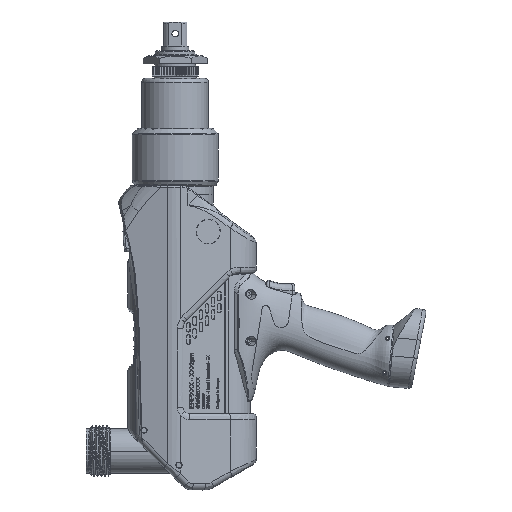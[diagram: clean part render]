
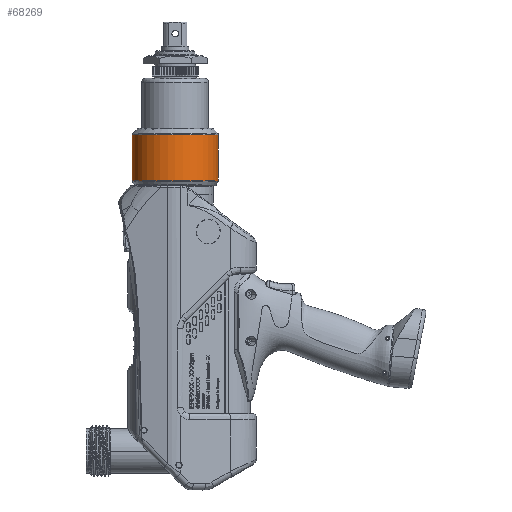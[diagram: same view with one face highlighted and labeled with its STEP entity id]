
A CAD part, left-side view. The second image highlights one B-rep face of the part: STEP entity #68269.
In plain terms, the highlighted cylindrical face has radius 35 mm (diameter 70 mm), a partial arc.
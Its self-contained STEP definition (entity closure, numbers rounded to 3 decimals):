
#20268=CARTESIAN_POINT('',(0.,73.,
252.85));
#20269=CARTESIAN_POINT('',(-0.09,73.,
252.85));
#20270=CARTESIAN_POINT('',(-0.27,72.999,
252.84));
#20271=CARTESIAN_POINT('',(-0.541,72.996,
252.79));
#20272=CARTESIAN_POINT('',(-0.805,72.991,
252.709));
#20273=CARTESIAN_POINT('',(-1.057,72.984,
252.596));
#20274=CARTESIAN_POINT('',(-1.292,72.976,
252.454));
#20275=CARTESIAN_POINT('',(-1.507,72.968,
252.285));
#20276=CARTESIAN_POINT('',(-1.701,72.959,
252.092));
#20277=CARTESIAN_POINT('',(-1.869,72.95,
251.878));
#20278=CARTESIAN_POINT('',(-2.01,72.942,
251.645));
#20279=CARTESIAN_POINT('',(-2.122,72.936,
251.397));
#20280=CARTESIAN_POINT('',(-2.203,72.931,
251.138));
#20281=CARTESIAN_POINT('',(-2.252,72.927,
250.871));
#20282=CARTESIAN_POINT('',(-2.268,72.926,
250.6));
#20283=CARTESIAN_POINT('',(-2.252,72.927,
250.329));
#20284=CARTESIAN_POINT('',(-2.203,72.931,
250.062));
#20285=CARTESIAN_POINT('',(-2.122,72.936,
249.803));
#20286=CARTESIAN_POINT('',(-2.01,72.942,
249.555));
#20287=CARTESIAN_POINT('',(-1.869,72.95,
249.322));
#20288=CARTESIAN_POINT('',(-1.701,72.959,
249.108));
#20289=CARTESIAN_POINT('',(-1.508,72.968,
248.915));
#20290=CARTESIAN_POINT('',(-1.292,72.976,
248.746));
#20291=CARTESIAN_POINT('',(-1.057,72.984,
248.604));
#20292=CARTESIAN_POINT('',(-0.805,72.991,
248.491));
#20293=CARTESIAN_POINT('',(-0.541,72.996,
248.41));
#20294=CARTESIAN_POINT('',(-0.27,72.999,
248.36));
#20295=CARTESIAN_POINT('',(-0.09,73.,
248.35));
#20296=CARTESIAN_POINT('',(0.,73.,
248.35));
#20298=CARTESIAN_POINT('',(0.,38.,283.414));
#20299=DIRECTION('',(0.,0.,1.));
#20300=DIRECTION('',(0.,1.,0.));
#20301=AXIS2_PLACEMENT_3D('',#20298,#20299,#20300);
#20303=CARTESIAN_POINT('',(0.,3.,
248.35));
#20304=CARTESIAN_POINT('',(-0.09,3.,
248.35));
#20305=CARTESIAN_POINT('',(-0.27,3.001,
248.36));
#20306=CARTESIAN_POINT('',(-0.54,3.004,
248.41));
#20307=CARTESIAN_POINT('',(-0.805,3.009,
248.491));
#20308=CARTESIAN_POINT('',(-1.057,3.016,
248.604));
#20309=CARTESIAN_POINT('',(-1.292,3.024,
248.746));
#20310=CARTESIAN_POINT('',(-1.507,3.032,
248.914));
#20311=CARTESIAN_POINT('',(-1.701,3.041,
249.108));
#20312=CARTESIAN_POINT('',(-1.869,3.05,
249.322));
#20313=CARTESIAN_POINT('',(-2.01,3.058,
249.555));
#20314=CARTESIAN_POINT('',(-2.122,3.064,
249.803));
#20315=CARTESIAN_POINT('',(-2.203,3.069,
250.062));
#20316=CARTESIAN_POINT('',(-2.252,3.073,
250.329));
#20317=CARTESIAN_POINT('',(-2.268,3.074,
250.6));
#20318=CARTESIAN_POINT('',(-2.252,3.073,
250.871));
#20319=CARTESIAN_POINT('',(-2.203,3.069,
251.138));
#20320=CARTESIAN_POINT('',(-2.122,3.064,
251.397));
#20321=CARTESIAN_POINT('',(-2.01,3.058,
251.645));
#20322=CARTESIAN_POINT('',(-1.869,3.05,
251.878));
#20323=CARTESIAN_POINT('',(-1.7,3.041,
252.093));
#20324=CARTESIAN_POINT('',(-1.507,3.032,
252.286));
#20325=CARTESIAN_POINT('',(-1.292,3.024,
252.454));
#20326=CARTESIAN_POINT('',(-1.056,3.016,
252.596));
#20327=CARTESIAN_POINT('',(-0.804,3.009,
252.709));
#20328=CARTESIAN_POINT('',(-0.54,3.004,
252.79));
#20329=CARTESIAN_POINT('',(-0.27,3.001,
252.84));
#20330=CARTESIAN_POINT('',(-0.09,3.,
252.85));
#20331=CARTESIAN_POINT('',(0.,3.,
252.85));
#20333=CARTESIAN_POINT('',(0.,38.,246.062));
#20334=DIRECTION('',(0.,0.,1.));
#20335=DIRECTION('',(0.,1.,0.));
#20336=AXIS2_PLACEMENT_3D('',#20333,#20334,#20335);
#20376=DIRECTION('',(0.,0.,1.));
#20377=VECTOR('',#20376,2.288);
#20378=CARTESIAN_POINT('',(0.,73.,246.062));
#20379=LINE('',#20378,#20377);
#20385=DIRECTION('',(0.,0.,1.));
#20386=VECTOR('',#20385,2.288);
#20387=CARTESIAN_POINT('',(0.,3.,246.062));
#20388=LINE('',#20387,#20386);
#20389=CARTESIAN_POINT('',(0.,3.,
252.85));
#20417=CARTESIAN_POINT('',(0.,3.,
248.35));
#20419=DIRECTION('',(0.,0.,1.));
#20420=VECTOR('',#20419,30.564);
#20421=CARTESIAN_POINT('',(0.,3.,
252.85));
#20422=LINE('',#20421,#20420);
#20428=DIRECTION('',(0.,0.,1.));
#20429=VECTOR('',#20428,30.564);
#20430=CARTESIAN_POINT('',(0.,73.,
252.85));
#20431=LINE('',#20430,#20429);
#44842=CARTESIAN_POINT('',(0.,73.,283.414));
#44843=CARTESIAN_POINT('',(0.,3.,283.414));
#44844=VERTEX_POINT('',#44842);
#44845=VERTEX_POINT('',#44843);
#44854=CARTESIAN_POINT('',(0.,73.,246.062));
#44855=CARTESIAN_POINT('',(0.,3.,246.062));
#44856=VERTEX_POINT('',#44854);
#44857=VERTEX_POINT('',#44855);
#44870=VERTEX_POINT('',#20268);
#44871=VERTEX_POINT('',#20296);
#44874=VERTEX_POINT('',#20389);
#44875=VERTEX_POINT('',#20417);
#68247=CARTESIAN_POINT('',(0.,38.,239.675));
#68248=DIRECTION('',(0.,0.,1.));
#68249=DIRECTION('',(0.,1.,0.));
#68250=AXIS2_PLACEMENT_3D('',#68247,#68248,#68249);
#68251=CYLINDRICAL_SURFACE('',#68250,35.);
#68253=ORIENTED_EDGE('',*,*,#68252,.F.);
#68255=ORIENTED_EDGE('',*,*,#68254,.T.);
#68257=ORIENTED_EDGE('',*,*,#68256,.T.);
#68259=ORIENTED_EDGE('',*,*,#68258,.F.);
#68261=ORIENTED_EDGE('',*,*,#68260,.F.);
#68263=ORIENTED_EDGE('',*,*,#68262,.F.);
#68264=ORIENTED_EDGE('',*,*,#68237,.F.);
#68266=ORIENTED_EDGE('',*,*,#68265,.T.);
#68267=EDGE_LOOP('',(#68253,#68255,#68257,#68259,#68261,#68263,#68264,#68266));
#68268=FACE_OUTER_BOUND('',#68267,.F.);
#68269=ADVANCED_FACE('',(#68268),#68251,.T.);
#20297=B_SPLINE_CURVE_WITH_KNOTS('',3,(#20268,#20269,#20270,#20271,#20272,
#20273,#20274,#20275,#20276,#20277,#20278,#20279,#20280,#20281,#20282,#20283,
#20284,#20285,#20286,#20287,#20288,#20289,#20290,#20291,#20292,#20293,#20294,
#20295,#20296),.UNSPECIFIED.,.F.,.F.,(4,1,1,1,1,1,1,1,1,1,1,1,1,1,1,1,1,1,1,1,1,
1,1,1,1,1,4),(0.,0.038,0.077,0.115,
0.154,0.192,0.231,0.269,
0.308,0.346,0.385,0.423,
0.462,0.5,0.538,0.577,0.615,
0.654,0.692,0.731,0.769,
0.808,0.846,0.885,0.923,
0.962,1.),.UNSPECIFIED.);
#20302=CIRCLE('',#20301,35.);
#20332=B_SPLINE_CURVE_WITH_KNOTS('',3,(#20303,#20304,#20305,#20306,#20307,
#20308,#20309,#20310,#20311,#20312,#20313,#20314,#20315,#20316,#20317,#20318,
#20319,#20320,#20321,#20322,#20323,#20324,#20325,#20326,#20327,#20328,#20329,
#20330,#20331),.UNSPECIFIED.,.F.,.F.,(4,1,1,1,1,1,1,1,1,1,1,1,1,1,1,1,1,1,1,1,1,
1,1,1,1,1,4),(0.,0.038,0.077,0.115,
0.154,0.192,0.231,0.269,
0.308,0.346,0.385,0.423,
0.462,0.5,0.538,0.577,0.615,
0.654,0.692,0.731,0.769,
0.808,0.846,0.885,0.923,
0.962,1.),.UNSPECIFIED.);
#20337=CIRCLE('',#20336,35.);
#68237=EDGE_CURVE('',#44856,#44857,#20337,.T.);
#68252=EDGE_CURVE('',#44870,#44871,#20297,.T.);
#68254=EDGE_CURVE('',#44870,#44844,#20431,.T.);
#68256=EDGE_CURVE('',#44844,#44845,#20302,.T.);
#68258=EDGE_CURVE('',#44874,#44845,#20422,.T.);
#68260=EDGE_CURVE('',#44875,#44874,#20332,.T.);
#68262=EDGE_CURVE('',#44857,#44875,#20388,.T.);
#68265=EDGE_CURVE('',#44856,#44871,#20379,.T.);
